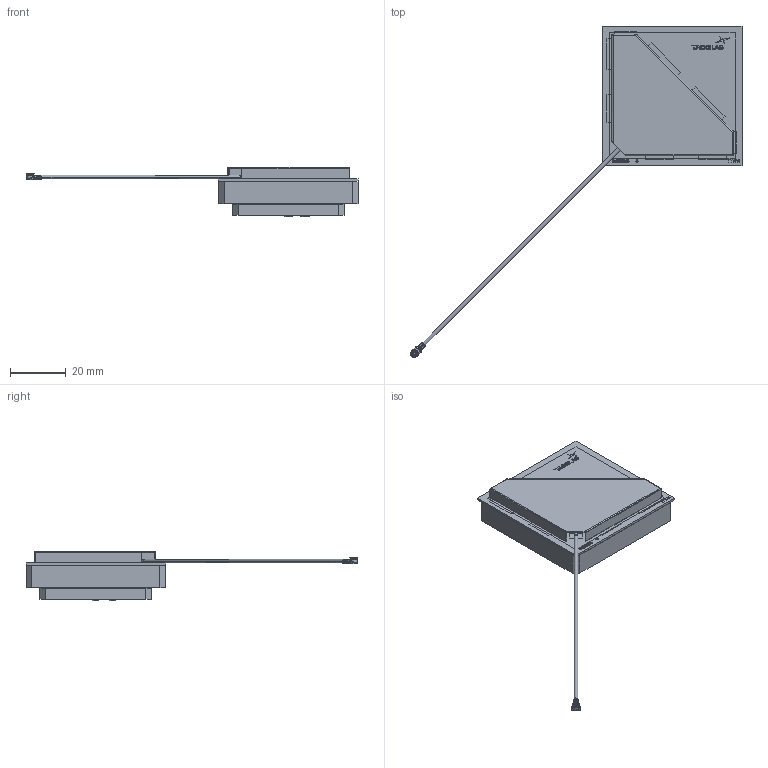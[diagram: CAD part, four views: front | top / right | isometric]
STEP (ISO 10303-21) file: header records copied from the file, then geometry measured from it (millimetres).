
FILE_DESCRIPTION (( 'STEP AP214' ), '1' );
FILE_NAME ('ADFGP.55A.07.0100C(D04)-WEB.STEP', '2025-01-03T08:41:43', ( '' ), ( '' ), 'SwSTEP 2.0', 'SolidWorks 2022', '' );
FILE_SCHEMA (( 'AUTOMOTIVE_DESIGN' ));
Length unit declared in the file: millimetre
Products named in the file (1): ADFGP.55A.07.0100C(D04)-WEB
Bounding box: 118.98 x 118.98 x 17.75 mm (x, y, z)
Surface area: 17426.2 mm2 (no closed solid volume)
Topology: 0 solids, 59 shells, 294 faces, 1891 edges, 1635 vertices
Faces by surface type: plane 203, cylinder 53, bspline 14, cone 12, torus 11, sphere 1
Entity records: 24567 total; most frequent: CARTESIAN_POINT 8223, ORIENTED_EDGE 2409, DIRECTION 2182, EDGE_CURVE 1888, VERTEX_POINT 1635, VECTOR 1186, LINE 1186, AXIS2_PLACEMENT_3D 498
